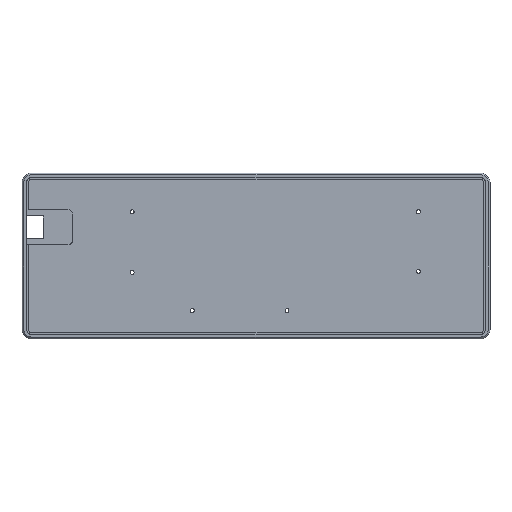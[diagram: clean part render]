
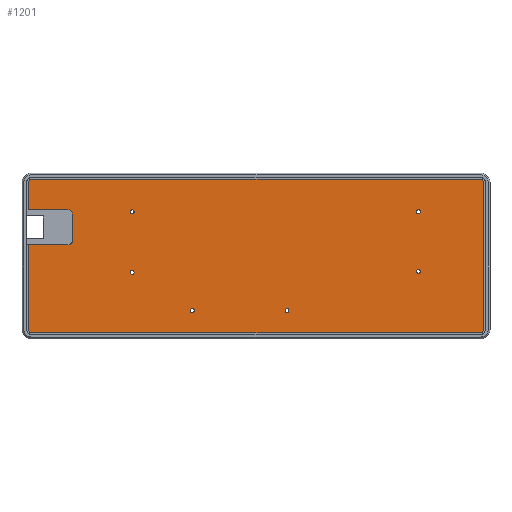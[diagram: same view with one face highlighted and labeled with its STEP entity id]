
A CAD part, top view. The second image highlights one B-rep face of the part: STEP entity #1201.
In plain terms, the highlighted planar face has unit normal (0, 0, 1).
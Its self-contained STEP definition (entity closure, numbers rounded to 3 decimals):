
#29=FACE_BOUND('',#148,.T.);
#30=FACE_BOUND('',#149,.T.);
#31=FACE_BOUND('',#150,.T.);
#32=FACE_BOUND('',#151,.T.);
#33=FACE_BOUND('',#152,.T.);
#34=FACE_BOUND('',#153,.T.);
#43=PLANE('',#1275);
#79=FACE_OUTER_BOUND('',#147,.T.);
#147=EDGE_LOOP('',(#832,#833,#834,#835,#836,#837,#838,#839,#840,#841,#842,
#843,#844,#845));
#148=EDGE_LOOP('',(#846));
#149=EDGE_LOOP('',(#847));
#150=EDGE_LOOP('',(#848));
#151=EDGE_LOOP('',(#849));
#152=EDGE_LOOP('',(#850));
#153=EDGE_LOOP('',(#851));
#227=LINE('',#1773,#352);
#231=LINE('',#1785,#356);
#232=LINE('',#1789,#357);
#233=LINE('',#1791,#358);
#234=LINE('',#1795,#359);
#235=LINE('',#1799,#360);
#236=LINE('',#1801,#361);
#237=LINE('',#1804,#362);
#352=VECTOR('',#1402,10.);
#356=VECTOR('',#1414,10.);
#357=VECTOR('',#1417,10.);
#358=VECTOR('',#1418,10.);
#359=VECTOR('',#1421,10.);
#360=VECTOR('',#1424,10.);
#361=VECTOR('',#1425,10.);
#362=VECTOR('',#1428,10.);
#475=CIRCLE('',#1269,2.);
#477=CIRCLE('',#1273,2.);
#479=CIRCLE('',#1276,2.);
#480=CIRCLE('',#1277,1.75);
#481=CIRCLE('',#1278,1.75);
#482=CIRCLE('',#1279,2.);
#483=CIRCLE('',#1280,1.1);
#484=CIRCLE('',#1281,1.1);
#485=CIRCLE('',#1282,1.1);
#486=CIRCLE('',#1283,1.1);
#487=CIRCLE('',#1284,1.1);
#488=CIRCLE('',#1285,1.1);
#529=VERTEX_POINT('',#1763);
#530=VERTEX_POINT('',#1764);
#533=VERTEX_POINT('',#1772);
#535=VERTEX_POINT('',#1778);
#537=VERTEX_POINT('',#1784);
#538=VERTEX_POINT('',#1786);
#539=VERTEX_POINT('',#1788);
#540=VERTEX_POINT('',#1790);
#541=VERTEX_POINT('',#1792);
#542=VERTEX_POINT('',#1794);
#543=VERTEX_POINT('',#1796);
#544=VERTEX_POINT('',#1798);
#545=VERTEX_POINT('',#1800);
#546=VERTEX_POINT('',#1802);
#547=VERTEX_POINT('',#1805);
#548=VERTEX_POINT('',#1807);
#549=VERTEX_POINT('',#1809);
#550=VERTEX_POINT('',#1811);
#551=VERTEX_POINT('',#1813);
#552=VERTEX_POINT('',#1815);
#641=EDGE_CURVE('',#529,#530,#475,.T.);
#645=EDGE_CURVE('',#533,#529,#227,.T.);
#648=EDGE_CURVE('',#535,#533,#477,.T.);
#651=EDGE_CURVE('',#530,#537,#231,.F.);
#652=EDGE_CURVE('',#537,#538,#479,.T.);
#653=EDGE_CURVE('',#538,#539,#232,.F.);
#654=EDGE_CURVE('',#539,#540,#233,.T.);
#655=EDGE_CURVE('',#541,#540,#480,.F.);
#656=EDGE_CURVE('',#541,#542,#234,.T.);
#657=EDGE_CURVE('',#543,#542,#481,.F.);
#658=EDGE_CURVE('',#543,#544,#235,.T.);
#659=EDGE_CURVE('',#544,#545,#236,.F.);
#660=EDGE_CURVE('',#545,#546,#482,.T.);
#661=EDGE_CURVE('',#546,#535,#237,.F.);
#662=EDGE_CURVE('',#547,#547,#483,.F.);
#663=EDGE_CURVE('',#548,#548,#484,.F.);
#664=EDGE_CURVE('',#549,#549,#485,.F.);
#665=EDGE_CURVE('',#550,#550,#486,.F.);
#666=EDGE_CURVE('',#551,#551,#487,.F.);
#667=EDGE_CURVE('',#552,#552,#488,.F.);
#832=ORIENTED_EDGE('',*,*,#641,.T.);
#833=ORIENTED_EDGE('',*,*,#651,.T.);
#834=ORIENTED_EDGE('',*,*,#652,.T.);
#835=ORIENTED_EDGE('',*,*,#653,.T.);
#836=ORIENTED_EDGE('',*,*,#654,.T.);
#837=ORIENTED_EDGE('',*,*,#655,.F.);
#838=ORIENTED_EDGE('',*,*,#656,.T.);
#839=ORIENTED_EDGE('',*,*,#657,.F.);
#840=ORIENTED_EDGE('',*,*,#658,.T.);
#841=ORIENTED_EDGE('',*,*,#659,.T.);
#842=ORIENTED_EDGE('',*,*,#660,.T.);
#843=ORIENTED_EDGE('',*,*,#661,.T.);
#844=ORIENTED_EDGE('',*,*,#648,.T.);
#845=ORIENTED_EDGE('',*,*,#645,.T.);
#846=ORIENTED_EDGE('',*,*,#662,.T.);
#847=ORIENTED_EDGE('',*,*,#663,.T.);
#848=ORIENTED_EDGE('',*,*,#664,.T.);
#849=ORIENTED_EDGE('',*,*,#665,.T.);
#850=ORIENTED_EDGE('',*,*,#666,.T.);
#851=ORIENTED_EDGE('',*,*,#667,.T.);
#1201=ADVANCED_FACE('',(#79,#29,#30,#31,#32,#33,#34),#43,.T.);
#1269=AXIS2_PLACEMENT_3D('',#1765,#1394,#1395);
#1273=AXIS2_PLACEMENT_3D('',#1779,#1407,#1408);
#1275=AXIS2_PLACEMENT_3D('',#1783,#1412,#1413);
#1276=AXIS2_PLACEMENT_3D('',#1787,#1415,#1416);
#1277=AXIS2_PLACEMENT_3D('',#1793,#1419,#1420);
#1278=AXIS2_PLACEMENT_3D('',#1797,#1422,#1423);
#1279=AXIS2_PLACEMENT_3D('',#1803,#1426,#1427);
#1280=AXIS2_PLACEMENT_3D('',#1806,#1429,#1430);
#1281=AXIS2_PLACEMENT_3D('',#1808,#1431,#1432);
#1282=AXIS2_PLACEMENT_3D('',#1810,#1433,#1434);
#1283=AXIS2_PLACEMENT_3D('',#1812,#1435,#1436);
#1284=AXIS2_PLACEMENT_3D('',#1814,#1437,#1438);
#1285=AXIS2_PLACEMENT_3D('',#1816,#1439,#1440);
#1394=DIRECTION('center_axis',(0.,0.,1.));
#1395=DIRECTION('ref_axis',(0.707,0.707,0.));
#1402=DIRECTION('',(0.,1.,0.));
#1407=DIRECTION('center_axis',(0.,0.,1.));
#1408=DIRECTION('ref_axis',(0.707,-0.707,0.));
#1412=DIRECTION('center_axis',(0.,0.,1.));
#1413=DIRECTION('ref_axis',(-1.,0.,0.));
#1414=DIRECTION('',(1.,0.,0.));
#1415=DIRECTION('center_axis',(0.,0.,1.));
#1416=DIRECTION('ref_axis',(-0.707,0.707,0.));
#1417=DIRECTION('',(0.,1.,0.));
#1418=DIRECTION('',(1.,0.,0.));
#1419=DIRECTION('center_axis',(0.,0.,-1.));
#1420=DIRECTION('ref_axis',(0.707,0.707,0.));
#1421=DIRECTION('',(0.,-1.,0.));
#1422=DIRECTION('center_axis',(0.,0.,-1.));
#1423=DIRECTION('ref_axis',(0.707,-0.707,0.));
#1424=DIRECTION('',(-1.,0.,0.));
#1425=DIRECTION('',(0.,1.,0.));
#1426=DIRECTION('center_axis',(0.,0.,1.));
#1427=DIRECTION('ref_axis',(-0.707,-0.707,0.));
#1428=DIRECTION('',(-1.,0.,0.));
#1429=DIRECTION('center_axis',(0.,0.,1.));
#1430=DIRECTION('ref_axis',(-1.,0.,0.));
#1431=DIRECTION('center_axis',(0.,0.,1.));
#1432=DIRECTION('ref_axis',(-1.,0.,0.));
#1433=DIRECTION('center_axis',(0.,0.,1.));
#1434=DIRECTION('ref_axis',(-1.,0.,0.));
#1435=DIRECTION('center_axis',(0.,0.,1.));
#1436=DIRECTION('ref_axis',(-1.,0.,0.));
#1437=DIRECTION('center_axis',(0.,0.,1.));
#1438=DIRECTION('ref_axis',(-1.,0.,0.));
#1439=DIRECTION('center_axis',(0.,0.,1.));
#1440=DIRECTION('ref_axis',(-1.,0.,0.));
#1763=CARTESIAN_POINT('',(276.3,-500.5,-25.738));
#1764=CARTESIAN_POINT('',(274.3,-498.5,-25.738));
#1765=CARTESIAN_POINT('Origin',(274.3,-500.5,-25.738));
#1772=CARTESIAN_POINT('',(276.3,-583.3,-25.738));
#1773=CARTESIAN_POINT('',(276.3,-521.75,-25.738));
#1778=CARTESIAN_POINT('',(274.3,-585.3,-25.738));
#1779=CARTESIAN_POINT('Origin',(274.3,-583.3,-25.738));
#1783=CARTESIAN_POINT('Origin',(147.15,-542.5,-25.738));
#1784=CARTESIAN_POINT('',(20.5,-498.5,-25.738));
#1785=CARTESIAN_POINT('',(84.075,-498.5,-25.738));
#1786=CARTESIAN_POINT('',(18.5,-500.5,-25.738));
#1787=CARTESIAN_POINT('Origin',(20.5,-500.5,-25.738));
#1788=CARTESIAN_POINT('',(18.5,-515.805,-25.738));
#1789=CARTESIAN_POINT('',(18.5,-529.153,-25.738));
#1790=CARTESIAN_POINT('',(41.595,-515.805,-25.738));
#1791=CARTESIAN_POINT('',(83.575,-515.805,-25.738));
#1792=CARTESIAN_POINT('',(43.345,-517.555,-25.738));
#1793=CARTESIAN_POINT('Origin',(41.595,-517.555,-25.738));
#1794=CARTESIAN_POINT('',(43.345,-533.672,-25.738));
#1795=CARTESIAN_POINT('',(43.345,-529.803,-25.738));
#1796=CARTESIAN_POINT('',(41.595,-535.422,-25.738));
#1797=CARTESIAN_POINT('Origin',(41.595,-533.672,-25.738));
#1798=CARTESIAN_POINT('',(18.5,-535.422,-25.738));
#1799=CARTESIAN_POINT('',(95.098,-535.422,-25.738));
#1800=CARTESIAN_POINT('',(18.5,-583.3,-25.738));
#1801=CARTESIAN_POINT('',(18.5,-562.65,-25.738));
#1802=CARTESIAN_POINT('',(20.5,-585.3,-25.738));
#1803=CARTESIAN_POINT('Origin',(20.5,-583.3,-25.738));
#1804=CARTESIAN_POINT('',(210.225,-585.3,-25.738));
#1805=CARTESIAN_POINT('',(240.436,-550.62,-25.738));
#1806=CARTESIAN_POINT('Origin',(239.336,-550.62,-25.738));
#1807=CARTESIAN_POINT('',(78.405,-516.87,-25.738));
#1808=CARTESIAN_POINT('Origin',(77.305,-516.87,-25.738));
#1809=CARTESIAN_POINT('',(166.061,-572.75,-25.738));
#1810=CARTESIAN_POINT('Origin',(164.961,-572.75,-25.738));
#1811=CARTESIAN_POINT('',(240.436,-516.87,-25.738));
#1812=CARTESIAN_POINT('Origin',(239.336,-516.87,-25.738));
#1813=CARTESIAN_POINT('',(78.405,-551.183,-25.738));
#1814=CARTESIAN_POINT('Origin',(77.305,-551.183,-25.738));
#1815=CARTESIAN_POINT('',(112.405,-572.75,-25.738));
#1816=CARTESIAN_POINT('Origin',(111.305,-572.75,-25.738));
